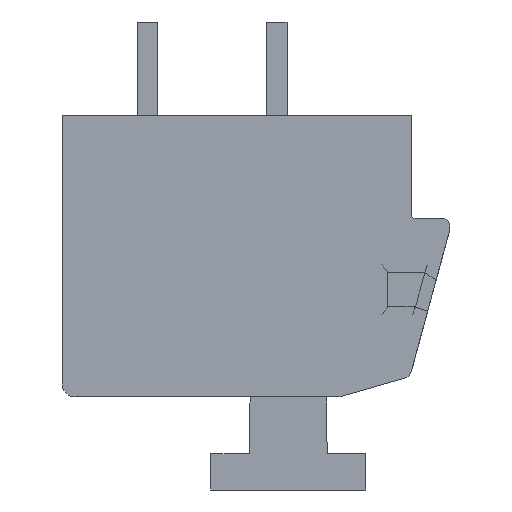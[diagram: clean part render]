
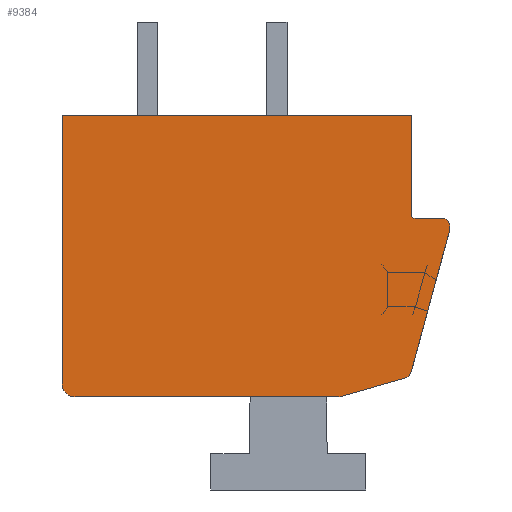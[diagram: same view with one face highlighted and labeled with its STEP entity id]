
A CAD part, front view. The second image highlights one B-rep face of the part: STEP entity #9384.
In plain terms, the highlighted planar face has unit normal (0, -1, 0).
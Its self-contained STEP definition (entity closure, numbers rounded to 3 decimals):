
#1=CARTESIAN_POINT('',(7.2,-116.25,1.15));
#2=DIRECTION('',(0.,-1.,0.));
#3=DIRECTION('',(1.,0.,0.));
#4=AXIS2_PLACEMENT_3D('',#1,#2,#3);
#6=DIRECTION('',(0.,0.,-1.));
#7=VECTOR('',#6,0.119);
#8=CARTESIAN_POINT('',(7.5,-116.25,1.15));
#9=LINE('',#8,#7);
#10=DIRECTION('',(0.262,0.,0.965));
#11=VECTOR('',#10,5.739);
#12=CARTESIAN_POINT('',(5.994,-116.25,-4.507));
#13=LINE('',#12,#11);
#14=CARTESIAN_POINT('',(5.705,-116.25,-4.428));
#15=DIRECTION('',(0.,-1.,0.));
#16=DIRECTION('',(0.274,0.,-0.962));
#17=AXIS2_PLACEMENT_3D('',#14,#15,#16);
#19=DIRECTION('',(0.962,0.,0.274));
#20=VECTOR('',#19,2.679);
#21=CARTESIAN_POINT('',(3.21,-116.25,-5.45));
#22=LINE('',#21,#20);
#23=DIRECTION('',(-1.,0.,0.));
#24=VECTOR('',#23,10.21);
#25=CARTESIAN_POINT('',(3.21,-116.25,-5.45));
#26=LINE('',#25,#24);
#27=CARTESIAN_POINT('',(-7.,-116.25,-4.95));
#28=DIRECTION('',(0.,-1.,0.));
#29=DIRECTION('',(-1.,0.,0.));
#30=AXIS2_PLACEMENT_3D('',#27,#28,#29);
#32=DIRECTION('',(0.,0.,1.));
#33=VECTOR('',#32,10.4);
#34=CARTESIAN_POINT('',(-7.5,-116.25,-4.95));
#35=LINE('',#34,#33);
#36=DIRECTION('',(1.,0.,0.));
#37=VECTOR('',#36,13.5);
#38=CARTESIAN_POINT('',(-7.5,-116.25,5.45));
#39=LINE('',#38,#37);
#40=DIRECTION('',(0.,0.,-1.));
#41=VECTOR('',#40,3.85);
#42=CARTESIAN_POINT('',(6.,-116.25,5.45));
#43=LINE('',#42,#41);
#44=DIRECTION('',(1.,0.,0.));
#45=VECTOR('',#44,1.05);
#46=CARTESIAN_POINT('',(6.15,-116.25,1.45));
#47=LINE('',#46,#45);
#60=CARTESIAN_POINT('',(6.15,-116.25,1.6));
#61=DIRECTION('',(0.,1.,0.));
#62=DIRECTION('',(0.,0.,-1.));
#63=AXIS2_PLACEMENT_3D('',#60,#61,#62);
#7497=CARTESIAN_POINT('',(-7.5,-116.25,5.45));
#7498=CARTESIAN_POINT('',(6.,-116.25,5.45));
#7499=VERTEX_POINT('',#7497);
#7500=VERTEX_POINT('',#7498);
#7501=CARTESIAN_POINT('',(6.,-116.25,1.6));
#7502=VERTEX_POINT('',#7501);
#7503=CARTESIAN_POINT('',(6.15,-116.25,1.45));
#7504=VERTEX_POINT('',#7503);
#7505=CARTESIAN_POINT('',(7.5,-116.25,1.15));
#7506=CARTESIAN_POINT('',(7.2,-116.25,1.45));
#7507=VERTEX_POINT('',#7505);
#7508=VERTEX_POINT('',#7506);
#7509=CARTESIAN_POINT('',(5.787,-116.25,-4.716));
#7510=CARTESIAN_POINT('',(5.994,-116.25,-4.507));
#7511=VERTEX_POINT('',#7509);
#7512=VERTEX_POINT('',#7510);
#7513=CARTESIAN_POINT('',(-7.5,-116.25,-4.95));
#7514=CARTESIAN_POINT('',(-7.,-116.25,-5.45));
#7515=VERTEX_POINT('',#7513);
#7516=VERTEX_POINT('',#7514);
#7517=CARTESIAN_POINT('',(3.21,-116.25,-5.45));
#7518=VERTEX_POINT('',#7517);
#7519=CARTESIAN_POINT('',(7.5,-116.25,1.031));
#7520=VERTEX_POINT('',#7519);
#9353=CARTESIAN_POINT('',(0.,-116.25,0.));
#9354=DIRECTION('',(0.,1.,0.));
#9355=DIRECTION('',(1.,0.,0.));
#9356=AXIS2_PLACEMENT_3D('',#9353,#9354,#9355);
#9357=PLANE('',#9356);
#9359=ORIENTED_EDGE('',*,*,#9358,.F.);
#9361=ORIENTED_EDGE('',*,*,#9360,.T.);
#9363=ORIENTED_EDGE('',*,*,#9362,.F.);
#9365=ORIENTED_EDGE('',*,*,#9364,.F.);
#9367=ORIENTED_EDGE('',*,*,#9366,.F.);
#9369=ORIENTED_EDGE('',*,*,#9368,.T.);
#9371=ORIENTED_EDGE('',*,*,#9370,.F.);
#9373=ORIENTED_EDGE('',*,*,#9372,.T.);
#9375=ORIENTED_EDGE('',*,*,#9374,.T.);
#9377=ORIENTED_EDGE('',*,*,#9376,.T.);
#9379=ORIENTED_EDGE('',*,*,#9378,.F.);
#9381=ORIENTED_EDGE('',*,*,#9380,.T.);
#9382=EDGE_LOOP('',(#9359,#9361,#9363,#9365,#9367,#9369,#9371,#9373,#9375,#9377,
#9379,#9381));
#9383=FACE_OUTER_BOUND('',#9382,.F.);
#9384=ADVANCED_FACE('',(#9383),#9357,.F.);
#5=CIRCLE('',#4,0.3);
#18=CIRCLE('',#17,0.3);
#31=CIRCLE('',#30,0.5);
#64=CIRCLE('',#63,0.15);
#9358=EDGE_CURVE('',#7507,#7508,#5,.T.);
#9360=EDGE_CURVE('',#7507,#7520,#9,.T.);
#9362=EDGE_CURVE('',#7512,#7520,#13,.T.);
#9364=EDGE_CURVE('',#7511,#7512,#18,.T.);
#9366=EDGE_CURVE('',#7518,#7511,#22,.T.);
#9368=EDGE_CURVE('',#7518,#7516,#26,.T.);
#9370=EDGE_CURVE('',#7515,#7516,#31,.T.);
#9372=EDGE_CURVE('',#7515,#7499,#35,.T.);
#9374=EDGE_CURVE('',#7499,#7500,#39,.T.);
#9376=EDGE_CURVE('',#7500,#7502,#43,.T.);
#9378=EDGE_CURVE('',#7504,#7502,#64,.T.);
#9380=EDGE_CURVE('',#7504,#7508,#47,.T.);
